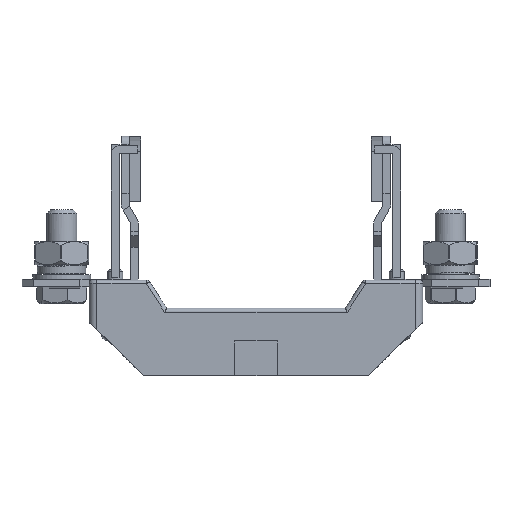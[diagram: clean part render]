
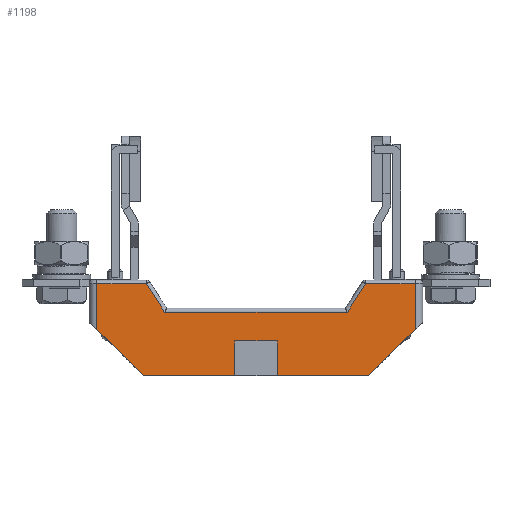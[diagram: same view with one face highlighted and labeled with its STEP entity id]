
A CAD part, front view. The second image highlights one B-rep face of the part: STEP entity #1198.
In plain terms, the highlighted planar face has unit normal (0, -1, 0).
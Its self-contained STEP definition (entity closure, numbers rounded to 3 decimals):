
#1198=ADVANCED_FACE('',(#2330),#1805,.F.);
#1805=PLANE('',#13626);
#2330=FACE_OUTER_BOUND('',#3055,.T.);
#3055=EDGE_LOOP('',(#5689,#5690,#5691,#5692,#5693,#5694,#5695,#5696,#5697,
#5698,#5699,#5700,#5701,#5702));
#5689=ORIENTED_EDGE('',*,*,#9724,.F.);
#5690=ORIENTED_EDGE('',*,*,#9725,.T.);
#5691=ORIENTED_EDGE('',*,*,#9726,.F.);
#5692=ORIENTED_EDGE('',*,*,#9727,.F.);
#5693=ORIENTED_EDGE('',*,*,#9728,.F.);
#5694=ORIENTED_EDGE('',*,*,#9729,.F.);
#5695=ORIENTED_EDGE('',*,*,#9730,.F.);
#5696=ORIENTED_EDGE('',*,*,#9731,.T.);
#5697=ORIENTED_EDGE('',*,*,#9732,.F.);
#5698=ORIENTED_EDGE('',*,*,#9733,.T.);
#5699=ORIENTED_EDGE('',*,*,#9734,.T.);
#5700=ORIENTED_EDGE('',*,*,#9735,.T.);
#5701=ORIENTED_EDGE('',*,*,#9736,.F.);
#5702=ORIENTED_EDGE('',*,*,#9737,.F.);
#8208=VERTEX_POINT('',#23873);
#8209=VERTEX_POINT('',#23874);
#8210=VERTEX_POINT('',#23876);
#8211=VERTEX_POINT('',#23878);
#8212=VERTEX_POINT('',#23880);
#8213=VERTEX_POINT('',#23882);
#8214=VERTEX_POINT('',#23884);
#8215=VERTEX_POINT('',#23886);
#8216=VERTEX_POINT('',#23888);
#8217=VERTEX_POINT('',#23890);
#8218=VERTEX_POINT('',#23892);
#8219=VERTEX_POINT('',#23894);
#8220=VERTEX_POINT('',#23896);
#8221=VERTEX_POINT('',#23898);
#9724=EDGE_CURVE('',#8208,#8209,#11265,.T.);
#9725=EDGE_CURVE('',#8208,#8210,#11266,.T.);
#9726=EDGE_CURVE('',#8211,#8210,#11267,.T.);
#9727=EDGE_CURVE('',#8212,#8211,#11268,.T.);
#9728=EDGE_CURVE('',#8213,#8212,#11269,.T.);
#9729=EDGE_CURVE('',#8214,#8213,#11270,.T.);
#9730=EDGE_CURVE('',#8215,#8214,#11271,.T.);
#9731=EDGE_CURVE('',#8215,#8216,#11272,.T.);
#9732=EDGE_CURVE('',#8217,#8216,#11273,.T.);
#9733=EDGE_CURVE('',#8217,#8218,#11274,.T.);
#9734=EDGE_CURVE('',#8218,#8219,#11275,.T.);
#9735=EDGE_CURVE('',#8219,#8220,#11276,.T.);
#9736=EDGE_CURVE('',#8221,#8220,#11277,.T.);
#9737=EDGE_CURVE('',#8209,#8221,#11278,.T.);
#11265=LINE('',#23872,#12497);
#11266=LINE('',#23875,#12498);
#11267=LINE('',#23877,#12499);
#11268=LINE('',#23879,#12500);
#11269=LINE('',#23881,#12501);
#11270=LINE('',#23883,#12502);
#11271=LINE('',#23885,#12503);
#11272=LINE('',#23887,#12504);
#11273=LINE('',#23889,#12505);
#11274=LINE('',#23891,#12506);
#11275=LINE('',#23893,#12507);
#11276=LINE('',#23895,#12508);
#11277=LINE('',#23897,#12509);
#11278=LINE('',#23899,#12510);
#12497=VECTOR('',#15849,1.);
#12498=VECTOR('',#15850,1.);
#12499=VECTOR('',#15851,1.);
#12500=VECTOR('',#15852,1.);
#12501=VECTOR('',#15853,1.);
#12502=VECTOR('',#15854,1.);
#12503=VECTOR('',#15855,1.);
#12504=VECTOR('',#15856,1.);
#12505=VECTOR('',#15857,1.);
#12506=VECTOR('',#15858,1.);
#12507=VECTOR('',#15859,1.);
#12508=VECTOR('',#15860,1.);
#12509=VECTOR('',#15861,1.);
#12510=VECTOR('',#15862,1.);
#13626=AXIS2_PLACEMENT_3D('',#23900,#15863,#15864);
#15849=DIRECTION('',(0.545,0.,-0.838));
#15850=DIRECTION('',(-1.,0.,0.));
#15851=DIRECTION('',(0.,0.,1.));
#15852=DIRECTION('',(-0.716,0.,0.698));
#15853=DIRECTION('',(-1.,0.,0.));
#15854=DIRECTION('',(0.,0.,-1.));
#15855=DIRECTION('',(-1.,0.,0.));
#15856=DIRECTION('',(0.,0.,-1.));
#15857=DIRECTION('',(-1.,0.,0.));
#15858=DIRECTION('',(0.716,0.,0.698));
#15859=DIRECTION('',(0.,0.,1.));
#15860=DIRECTION('',(-1.,0.,0.));
#15861=DIRECTION('',(0.545,0.,0.838));
#15862=DIRECTION('',(1.,0.,0.));
#15863=DIRECTION('',(0.,1.,0.));
#15864=DIRECTION('',(0.,0.,-1.));
#23872=CARTESIAN_POINT('',(-62.175,-27.5,-32.56));
#23873=CARTESIAN_POINT('',(-62.724,-27.5,-31.715));
#23874=CARTESIAN_POINT('',(-57.979,-27.5,-39.015));
#23875=CARTESIAN_POINT('',(-75.537,-27.5,-31.715));
#23876=CARTESIAN_POINT('',(-75.537,-27.5,-31.715));
#23877=CARTESIAN_POINT('',(-75.537,-27.5,58.485));
#23878=CARTESIAN_POINT('',(-75.537,-27.5,-43.665));
#23879=CARTESIAN_POINT('',(-84.313,-27.5,-35.106));
#23880=CARTESIAN_POINT('',(-63.387,-27.5,-55.515));
#23881=CARTESIAN_POINT('',(6.963,-27.5,-55.515));
#23882=CARTESIAN_POINT('',(-39.787,-27.5,-55.515));
#23883=CARTESIAN_POINT('',(-39.787,-27.5,58.485));
#23884=CARTESIAN_POINT('',(-39.787,-27.5,-46.515));
#23885=CARTESIAN_POINT('',(6.963,-27.5,-46.515));
#23886=CARTESIAN_POINT('',(-28.787,-27.5,-46.515));
#23887=CARTESIAN_POINT('',(-28.787,-27.5,58.485));
#23888=CARTESIAN_POINT('',(-28.787,-27.5,-55.515));
#23889=CARTESIAN_POINT('',(6.963,-27.5,-55.515));
#23890=CARTESIAN_POINT('',(-5.187,-27.5,-55.515));
#23891=CARTESIAN_POINT('',(15.74,-27.5,-35.106));
#23892=CARTESIAN_POINT('',(6.963,-27.5,-43.665));
#23893=CARTESIAN_POINT('',(6.963,-27.5,58.485));
#23894=CARTESIAN_POINT('',(6.963,-27.5,-31.715));
#23895=CARTESIAN_POINT('',(-5.199,-27.5,-31.715));
#23896=CARTESIAN_POINT('',(-5.849,-27.5,-31.715));
#23897=CARTESIAN_POINT('',(-10.298,-27.5,-38.56));
#23898=CARTESIAN_POINT('',(-10.594,-27.5,-39.015));
#23899=CARTESIAN_POINT('',(6.963,-27.5,-39.015));
#23900=CARTESIAN_POINT('',(6.963,-27.5,58.485));
